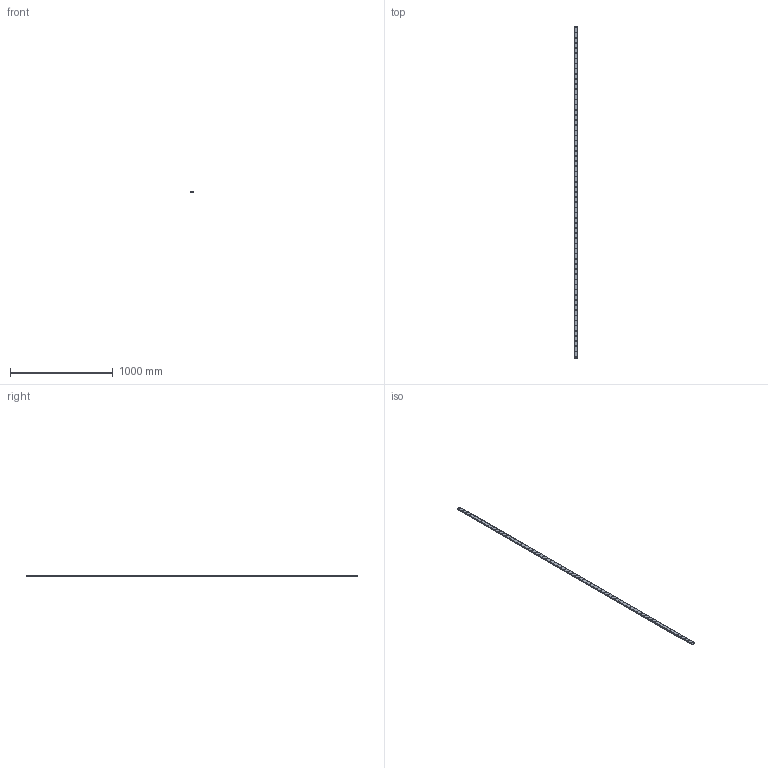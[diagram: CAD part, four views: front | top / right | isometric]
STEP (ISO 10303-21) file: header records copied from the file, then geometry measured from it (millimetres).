
FILE_DESCRIPTION(('STEP AP214'),'1');
FILE_NAME('cctmp_4A61F620-5E07-4492-B51A-4D440EC0CFEE_2021_03_03_11_19_37_0547..stp','2021-03-03T10:19:38',('HIWIN GmbH'),('CADClick - www.CADClick.com'),'Spatial InterOp 3D',' ','unknown authorization');
FILE_SCHEMA(('AUTOMOTIVE_DESIGN'));
Length unit declared in the file: millimetre
Products named in the file (1): WER21R3230H_FILE
Bounding box: 37 x 3230 x 11 mm (x, y, z)
Volume: 1196738.8 mm3; surface area: 349624.1 mm2
Topology: 1 solids, 1 shells, 1273 faces, 2631 edges, 1754 vertices
Faces by surface type: cylinder 798, plane 475
Entity records: 44709 total; most frequent: DIRECTION 6775, CARTESIAN_POINT 5659, ORIENTED_EDGE 5262, AXIS2_PLACEMENT_3D 2870, EDGE_CURVE 2631, VERTEX_POINT 1754, EDGE_LOOP 1667, CIRCLE 1596
